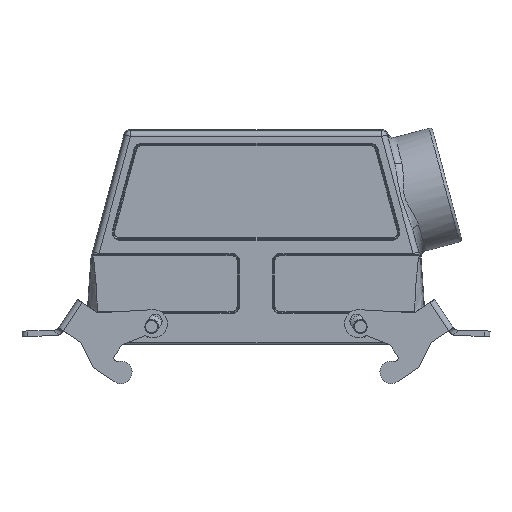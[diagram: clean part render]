
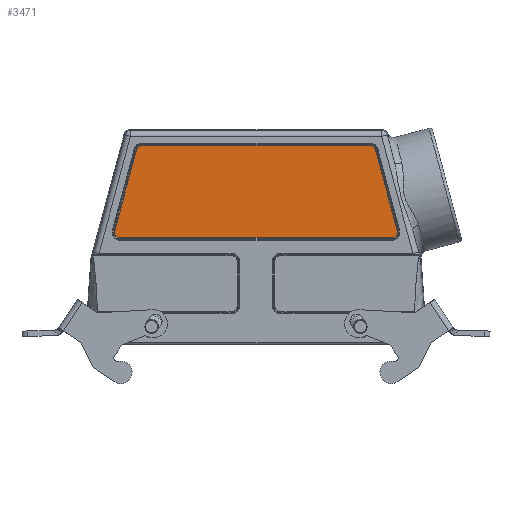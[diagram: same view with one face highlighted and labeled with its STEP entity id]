
A CAD part, front view. The second image highlights one B-rep face of the part: STEP entity #3471.
In plain terms, the highlighted planar face has unit normal (0, -1, 0).
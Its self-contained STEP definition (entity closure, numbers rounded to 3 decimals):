
#3396=CARTESIAN_POINT('',(0.0,-20.3,0.0));
#3397=DIRECTION('',(0.0,-1.0,0.0));
#3398=DIRECTION('',(0.0,0.0,-1.0));
#3399=AXIS2_PLACEMENT_3D('',#3396,#3397,#3398);
#3400=PLANE('',#3399);
#3401=CARTESIAN_POINT('',(-48.324,-20.3,28.497));
#3402=VERTEX_POINT('',#3401);
#3403=CARTESIAN_POINT('',(48.324,-20.3,28.497));
#3404=VERTEX_POINT('',#3403);
#3405=CARTESIAN_POINT('',(-48.324,-20.3,28.497));
#3406=DIRECTION('',(1.0,0.0,0.0));
#3407=VECTOR('',#3406,96.648);
#3408=LINE('',#3405,#3407);
#3409=EDGE_CURVE('',#3402,#3404,#3408,.T.);
#3410=ORIENTED_EDGE('',*,*,#3409,.T.);
#3411=CARTESIAN_POINT('',(50.114,-20.3,30.83));
#3412=VERTEX_POINT('',#3411);
#3413=CARTESIAN_POINT('',(48.324,-20.3,30.35));
#3414=DIRECTION('',(0.0,-1.0,0.0));
#3415=DIRECTION('',(0.0,0.0,-1.0));
#3416=AXIS2_PLACEMENT_3D('',#3413,#3414,#3415);
#3417=CIRCLE('',#3416,1.853);
#3418=EDGE_CURVE('',#3404,#3412,#3417,.T.);
#3419=ORIENTED_EDGE('',*,*,#3418,.T.);
#3420=CARTESIAN_POINT('',(42.343,-20.3,59.83));
#3421=VERTEX_POINT('',#3420);
#3422=CARTESIAN_POINT('',(50.114,-20.3,30.83));
#3423=DIRECTION('',(-0.259,0.0,0.966));
#3424=VECTOR('',#3423,30.023);
#3425=LINE('',#3422,#3424);
#3426=EDGE_CURVE('',#3412,#3421,#3425,.T.);
#3427=ORIENTED_EDGE('',*,*,#3426,.T.);
#3428=CARTESIAN_POINT('',(40.553,-20.3,61.203));
#3429=VERTEX_POINT('',#3428);
#3430=CARTESIAN_POINT('',(40.553,-20.3,59.35));
#3431=DIRECTION('',(0.0,-1.0,0.0));
#3432=DIRECTION('',(0.0,0.0,-1.0));
#3433=AXIS2_PLACEMENT_3D('',#3430,#3431,#3432);
#3434=CIRCLE('',#3433,1.853);
#3435=EDGE_CURVE('',#3421,#3429,#3434,.T.);
#3436=ORIENTED_EDGE('',*,*,#3435,.T.);
#3437=CARTESIAN_POINT('',(-40.553,-20.3,61.203));
#3438=VERTEX_POINT('',#3437);
#3439=CARTESIAN_POINT('',(40.553,-20.3,61.203));
#3440=DIRECTION('',(-1.0,0.0,0.0));
#3441=VECTOR('',#3440,81.107);
#3442=LINE('',#3439,#3441);
#3443=EDGE_CURVE('',#3429,#3438,#3442,.T.);
#3444=ORIENTED_EDGE('',*,*,#3443,.T.);
#3445=CARTESIAN_POINT('',(-42.343,-20.3,59.83));
#3446=VERTEX_POINT('',#3445);
#3447=CARTESIAN_POINT('',(-40.553,-20.3,59.35));
#3448=DIRECTION('',(0.0,-1.0,0.0));
#3449=DIRECTION('',(0.0,0.0,-1.0));
#3450=AXIS2_PLACEMENT_3D('',#3447,#3448,#3449);
#3451=CIRCLE('',#3450,1.853);
#3452=EDGE_CURVE('',#3438,#3446,#3451,.T.);
#3453=ORIENTED_EDGE('',*,*,#3452,.T.);
#3454=CARTESIAN_POINT('',(-50.114,-20.3,30.83));
#3455=VERTEX_POINT('',#3454);
#3456=CARTESIAN_POINT('',(-42.343,-20.3,59.83));
#3457=DIRECTION('',(-0.259,0.0,-0.966));
#3458=VECTOR('',#3457,30.023);
#3459=LINE('',#3456,#3458);
#3460=EDGE_CURVE('',#3446,#3455,#3459,.T.);
#3461=ORIENTED_EDGE('',*,*,#3460,.T.);
#3462=CARTESIAN_POINT('',(-48.324,-20.3,30.35));
#3463=DIRECTION('',(0.0,-1.0,0.0));
#3464=DIRECTION('',(0.0,0.0,-1.0));
#3465=AXIS2_PLACEMENT_3D('',#3462,#3463,#3464);
#3466=CIRCLE('',#3465,1.853);
#3467=EDGE_CURVE('',#3455,#3402,#3466,.T.);
#3468=ORIENTED_EDGE('',*,*,#3467,.T.);
#3469=EDGE_LOOP('',(#3410,#3419,#3427,#3436,#3444,#3453,#3461,#3468));
#3470=FACE_OUTER_BOUND('',#3469,.T.);
#3471=ADVANCED_FACE('',(#3470),#3400,.T.);
